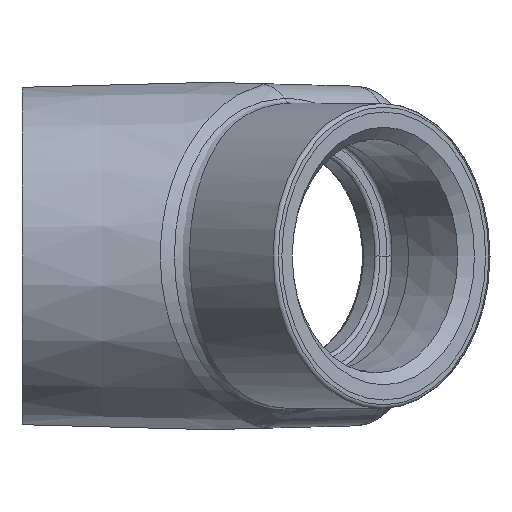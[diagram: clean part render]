
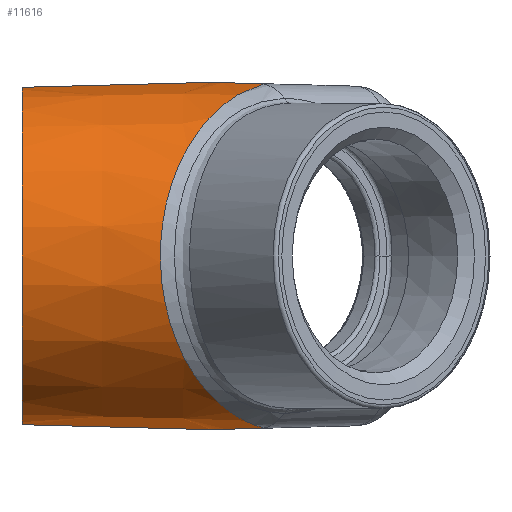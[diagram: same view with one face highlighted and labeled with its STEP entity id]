
A CAD part, left-side view. The second image highlights one B-rep face of the part: STEP entity #11616.
In plain terms, the highlighted conical face has half-angle 1.5 degrees and reference radius 72.712 mm.
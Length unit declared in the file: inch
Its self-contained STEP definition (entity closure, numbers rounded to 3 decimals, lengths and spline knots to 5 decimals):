
#16=(
BOUNDED_CURVE()
B_SPLINE_CURVE(2,(#27206,#27207,#27208),.UNSPECIFIED.,.F.,.F.)
B_SPLINE_CURVE_WITH_KNOTS((3,3),(8.333,12.56243),
 .UNSPECIFIED.)
CURVE()
GEOMETRIC_REPRESENTATION_ITEM()
RATIONAL_B_SPLINE_CURVE((1.,1.,1.))
REPRESENTATION_ITEM('')
);
#17=(
BOUNDED_CURVE()
B_SPLINE_CURVE(2,(#27217,#27218,#27219),.UNSPECIFIED.,.F.,.F.)
B_SPLINE_CURVE_WITH_KNOTS((3,3),(4.10356,8.333),
 .UNSPECIFIED.)
CURVE()
GEOMETRIC_REPRESENTATION_ITEM()
RATIONAL_B_SPLINE_CURVE((1.,1.,1.))
REPRESENTATION_ITEM('')
);
#105=CONICAL_SURFACE('',#12441,2.86267,0.026);
#325=CIRCLE('',#12396,2.76274);
#1306=FACE_OUTER_BOUND('',#2008,.T.);
#2008=EDGE_LOOP('',(#9595,#9596,#9597,#9598,#9599,#9600,#9601,#9602));
#2672=LINE('',#27146,#3482);
#2680=LINE('',#27220,#3490);
#3482=VECTOR('',#14142,0.39384);
#3490=VECTOR('',#14178,0.39384);
#4315=B_SPLINE_CURVE_WITH_KNOTS('',3,(#26944,#26945,#26946,#26947,#26948,
#26949,#26950,#26951,#26952,#26953,#26954,#26955,#26956,#26957,#26958,#26959,
#26960,#26961,#26962,#26963,#26964,#26965,#26966,#26967,#26968,#26969,#26970,
#26971,#26972,#26973,#26974,#26975,#26976,#26977),.UNSPECIFIED.,.F.,.F.,
(4,3,3,3,3,3,3,3,3,3,3,4),(-1.36154,-0.97254,-0.58353,
-0.19451,0.03443,0.19453,0.55966,
0.58353,0.9356,0.97253,1.19265,
1.36154),.UNSPECIFIED.);
#4323=B_SPLINE_CURVE_WITH_KNOTS('',3,(#27165,#27166,#27167,#27168,#27169,
#27170),.UNSPECIFIED.,.F.,.F.,(4,2,4),(8.61845,8.6326,
8.79591),.UNSPECIFIED.);
#4326=B_SPLINE_CURVE_WITH_KNOTS('',3,(#27210,#27211,#27212,#27213,#27214,
#27215),.UNSPECIFIED.,.F.,.F.,(4,2,4),(10.61693,10.78024,
10.79439),.UNSPECIFIED.);
#5152=VERTEX_POINT('',#26272);
#5153=VERTEX_POINT('',#26273);
#5169=VERTEX_POINT('',#26936);
#5170=VERTEX_POINT('',#26943);
#5194=VERTEX_POINT('',#27145);
#5199=VERTEX_POINT('',#27164);
#5207=VERTEX_POINT('',#27209);
#5208=VERTEX_POINT('',#27216);
#6664=EDGE_CURVE('',#5152,#5153,#325,.T.);
#6686=EDGE_CURVE('',#5169,#5170,#4315,.T.);
#6731=EDGE_CURVE('',#5153,#5194,#2672,.T.);
#6738=EDGE_CURVE('',#5170,#5199,#4323,.T.);
#6751=EDGE_CURVE('',#5194,#5199,#16,.T.);
#6752=EDGE_CURVE('',#5207,#5169,#4326,.T.);
#6753=EDGE_CURVE('',#5207,#5208,#17,.T.);
#6754=EDGE_CURVE('',#5208,#5152,#2680,.T.);
#9595=ORIENTED_EDGE('',*,*,#6664,.T.);
#9596=ORIENTED_EDGE('',*,*,#6731,.T.);
#9597=ORIENTED_EDGE('',*,*,#6751,.T.);
#9598=ORIENTED_EDGE('',*,*,#6738,.F.);
#9599=ORIENTED_EDGE('',*,*,#6686,.F.);
#9600=ORIENTED_EDGE('',*,*,#6752,.F.);
#9601=ORIENTED_EDGE('',*,*,#6753,.T.);
#9602=ORIENTED_EDGE('',*,*,#6754,.T.);
#11616=ADVANCED_FACE('',(#1306),#105,.T.);
#12396=AXIS2_PLACEMENT_3D('',#26274,#14048,#14049);
#12441=AXIS2_PLACEMENT_3D('',#27205,#14176,#14177);
#14048=DIRECTION('center_axis',(0.,-1.,0.));
#14049=DIRECTION('ref_axis',(0.,0.,1.));
#14142=DIRECTION('',(0.,-1.,-0.026));
#14176=DIRECTION('center_axis',(0.,-1.,0.));
#14177=DIRECTION('ref_axis',(0.,0.,1.));
#14178=DIRECTION('',(0.,1.,-0.026));
#26272=CARTESIAN_POINT('',(-10.73726,3.09375,2.76274));
#26273=CARTESIAN_POINT('',(-10.73726,3.09375,-2.76274));
#26274=CARTESIAN_POINT('Origin',(-10.73726,3.09375,0.));
#26936=CARTESIAN_POINT('',(-11.26046,-0.85861,2.81808));
#26943=CARTESIAN_POINT('',(-11.26046,-0.85861,-2.81808));
#26944=CARTESIAN_POINT('Ctrl Pts',(-11.26046,-0.85861,
2.81808));
#26945=CARTESIAN_POINT('Ctrl Pts',(-11.62646,-0.58868,2.74294));
#26946=CARTESIAN_POINT('Ctrl Pts',(-11.97807,-0.33011,
2.59554));
#26947=CARTESIAN_POINT('Ctrl Pts',(-12.28877,-0.1021,
2.38646));
#26948=CARTESIAN_POINT('Ctrl Pts',(-12.59947,0.1259,
2.17738));
#26949=CARTESIAN_POINT('Ctrl Pts',(-12.86926,0.32333,
1.90662));
#26950=CARTESIAN_POINT('Ctrl Pts',(-13.07721,0.47534,
1.59434));
#26951=CARTESIAN_POINT('Ctrl Pts',(-13.28516,0.62735,
1.28205));
#26952=CARTESIAN_POINT('Ctrl Pts',(-13.43128,0.73392,
0.92823));
#26953=CARTESIAN_POINT('Ctrl Pts',(-13.50439,0.78723,
0.55985));
#26954=CARTESIAN_POINT('Ctrl Pts',(-13.54741,0.8186,
0.34306));
#26955=CARTESIAN_POINT('Ctrl Pts',(-13.56514,0.83152,0.12122));
#26956=CARTESIAN_POINT('Ctrl Pts',(-13.55756,0.82596,
-0.09971));
#26957=CARTESIAN_POINT('Ctrl Pts',(-13.55226,0.82208,
-0.25421));
#26958=CARTESIAN_POINT('Ctrl Pts',(-13.53458,0.80917,
-0.40827));
#26959=CARTESIAN_POINT('Ctrl Pts',(-13.50451,0.78722,
-0.55986));
#26960=CARTESIAN_POINT('Ctrl Pts',(-13.43592,0.73717,
-0.9056));
#26961=CARTESIAN_POINT('Ctrl Pts',(-13.30286,0.64012,
-1.2385));
#26962=CARTESIAN_POINT('Ctrl Pts',(-13.11478,0.50268,-1.53631));
#26963=CARTESIAN_POINT('Ctrl Pts',(-13.10249,0.49369,
-1.55578));
#26964=CARTESIAN_POINT('Ctrl Pts',(-13.08995,0.48454,
-1.5751));
#26965=CARTESIAN_POINT('Ctrl Pts',(-13.07719,0.47521,
-1.59426));
#26966=CARTESIAN_POINT('Ctrl Pts',(-12.88894,0.33762,
-1.8769));
#26967=CARTESIAN_POINT('Ctrl Pts',(-12.6501,0.16288,
-2.12556));
#26968=CARTESIAN_POINT('Ctrl Pts',(-12.37612,-0.03806,
-2.32524));
#26969=CARTESIAN_POINT('Ctrl Pts',(-12.34738,-0.05914,
-2.34618));
#26970=CARTESIAN_POINT('Ctrl Pts',(-12.31826,-0.0805,
-2.36659));
#26971=CARTESIAN_POINT('Ctrl Pts',(-12.28877,-0.10214,
-2.38643));
#26972=CARTESIAN_POINT('Ctrl Pts',(-12.11297,-0.23113,
-2.50475));
#26973=CARTESIAN_POINT('Ctrl Pts',(-11.92406,-0.36992,
-2.60331));
#26974=CARTESIAN_POINT('Ctrl Pts',(-11.72687,-0.51501,
-2.68021));
#26975=CARTESIAN_POINT('Ctrl Pts',(-11.57557,-0.62635,
-2.7392));
#26976=CARTESIAN_POINT('Ctrl Pts',(-11.41936,-0.74141,
-2.78545));
#26977=CARTESIAN_POINT('Ctrl Pts',(-11.26046,-0.85861,
-2.81808));
#27145=CARTESIAN_POINT('',(-10.73726,0.,-2.84375));
#27146=CARTESIAN_POINT('',(-10.73726,-0.72262,-2.86267));
#27164=CARTESIAN_POINT('',(-11.22449,-0.79698,-2.82288));
#27165=CARTESIAN_POINT('Ctrl Pts',(-11.26046,-0.85861,
-2.81808));
#27166=CARTESIAN_POINT('Ctrl Pts',(-11.25915,-0.85728,-2.81829));
#27167=CARTESIAN_POINT('Ctrl Pts',(-11.25787,-0.85593,
-2.81849));
#27168=CARTESIAN_POINT('Ctrl Pts',(-11.24227,-0.83881,
-2.8209));
#27169=CARTESIAN_POINT('Ctrl Pts',(-11.23115,-0.81876,
-2.82231));
#27170=CARTESIAN_POINT('Ctrl Pts',(-11.22449,-0.79698,
-2.82288));
#27205=CARTESIAN_POINT('Origin',(-10.73726,-0.72262,0.));
#27206=CARTESIAN_POINT('Ctrl Pts',(-10.73726,0.,
-2.84375));
#27207=CARTESIAN_POINT('Ctrl Pts',(-10.98088,0.,
-2.84375));
#27208=CARTESIAN_POINT('Ctrl Pts',(-11.22449,-0.79698,
-2.82288));
#27209=CARTESIAN_POINT('',(-11.22449,-0.79698,2.82288));
#27210=CARTESIAN_POINT('Ctrl Pts',(-11.22449,-0.79698,
2.82288));
#27211=CARTESIAN_POINT('Ctrl Pts',(-11.23115,-0.81876,
2.82231));
#27212=CARTESIAN_POINT('Ctrl Pts',(-11.24227,-0.83881,
2.8209));
#27213=CARTESIAN_POINT('Ctrl Pts',(-11.25787,-0.85593,
2.81849));
#27214=CARTESIAN_POINT('Ctrl Pts',(-11.25915,-0.85728,
2.81829));
#27215=CARTESIAN_POINT('Ctrl Pts',(-11.26046,-0.85861,
2.81808));
#27216=CARTESIAN_POINT('',(-10.73726,0.,2.84375));
#27217=CARTESIAN_POINT('Ctrl Pts',(-11.22449,-0.79698,
2.82288));
#27218=CARTESIAN_POINT('Ctrl Pts',(-10.98088,0.,
2.84375));
#27219=CARTESIAN_POINT('Ctrl Pts',(-10.73726,0.,
2.84375));
#27220=CARTESIAN_POINT('',(-10.73726,-0.72262,2.86267));
